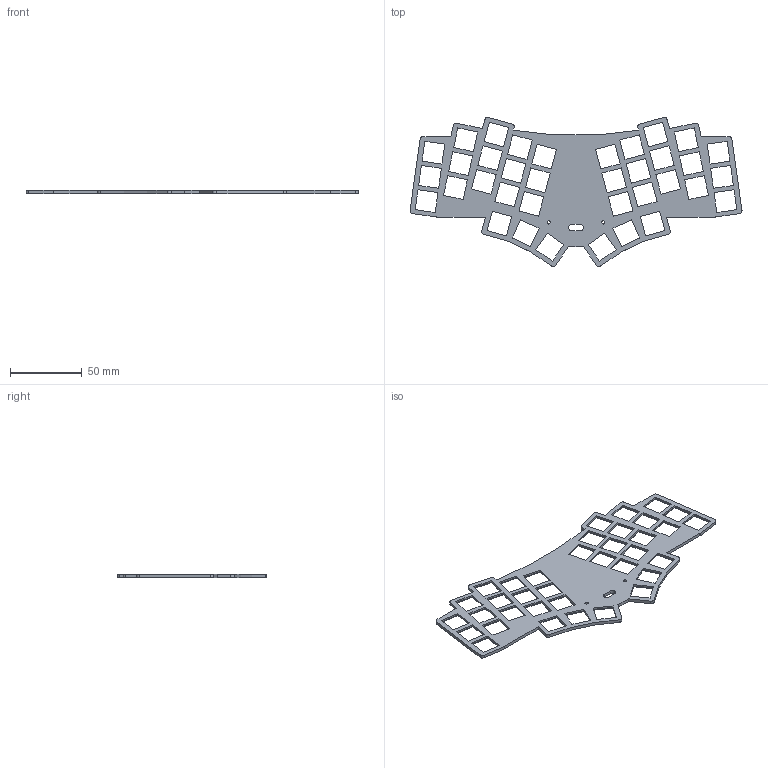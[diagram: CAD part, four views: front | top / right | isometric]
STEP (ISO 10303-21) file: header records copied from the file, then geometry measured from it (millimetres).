
FILE_DESCRIPTION(/* description */ (''),/* implementation_level */ '2;1');
FILE_NAME(/* name */ 'cirque-switchplate.step',/* time_stamp */ '2024-08-03T09:33:33-04:00',/* author */ (''),/* organization */ (''),/* preprocessor_version */ 'ST-DEVELOPER v20',/* originating_system */ 'Autodesk Translation Framework v13.14.0.145',/* authorisation */ '');
FILE_SCHEMA (('AUTOMOTIVE_DESIGN { 1 0 10303 214 3 1 1 }'));
Length unit declared in the file: millimetre
Products named in the file (1): bw2cirque
Bounding box: 230.8 x 103.68 x 2.2 mm (x, y, z)
Volume: 19223.6 mm3; surface area: 24505.3 mm2
Topology: 1 solids, 1 shells, 382 faces, 1032 edges, 688 vertices
Faces by surface type: plane 357, cylinder 25
Full cylindrical faces by diameter (mm): 2.2 x2
Entity records: 11964 total; most frequent: CARTESIAN_POINT 2103, ORIENTED_EDGE 2064, DIRECTION 1848, EDGE_CURVE 1032, LINE 982, VECTOR 982, VERTEX_POINT 688, EDGE_LOOP 496
